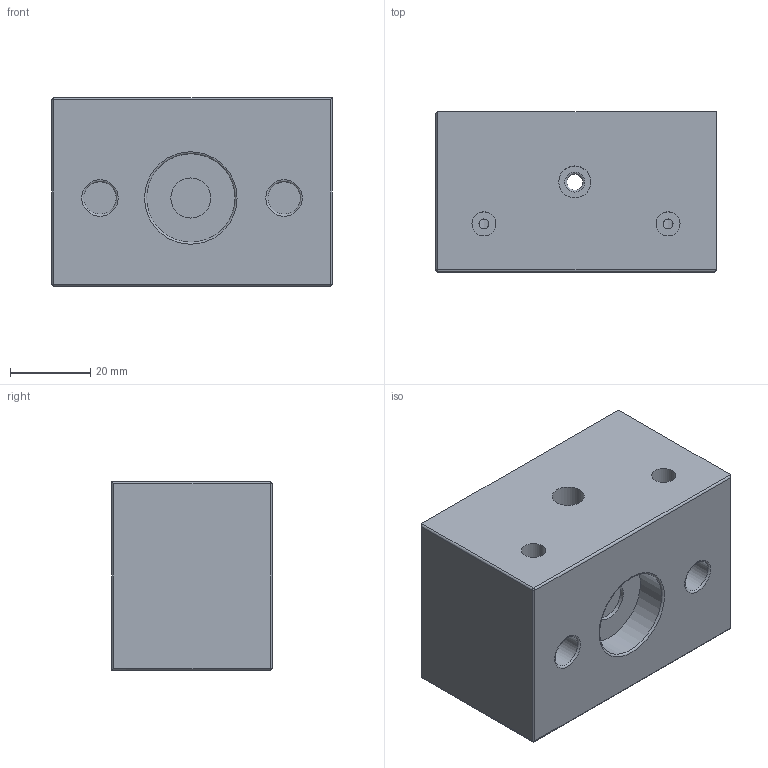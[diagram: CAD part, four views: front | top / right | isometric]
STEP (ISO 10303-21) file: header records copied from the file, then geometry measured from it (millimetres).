
FILE_DESCRIPTION(('FreeCAD Model'),'2;1');
FILE_NAME('Open CASCADE Shape Model','2023-05-15T18:12:26',(''),(''), 'Open CASCADE STEP processor 7.6','FreeCAD','Unknown');
FILE_SCHEMA(('AUTOMOTIVE_DESIGN { 1 0 10303 214 1 1 1 1 }'));
Length unit declared in the file: millimetre
Products named in the file (1): Body
Bounding box: 70 x 40 x 47 mm (x, y, z)
Volume: 114087.7 mm3; surface area: 20392.6 mm2
Topology: 1 solids, 1 shells, 47 faces, 98 edges, 57 vertices
Faces by surface type: cylinder 20, plane 18, torus 6, sphere 3
Full cylindrical faces by diameter (mm): 2.5 x2, 4 x1, 6 x2, 8 x1, 8.1 x2, 10 x1, 22.1 x1
Entity records: 2967 total; most frequent: CARTESIAN_POINT 942, DIRECTION 396, LINE 195, VECTOR 195, ORIENTED_EDGE 190, PCURVE 190, DEFINITIONAL_REPRESENTATION 190, AXIS2_PLACEMENT_3D 95
